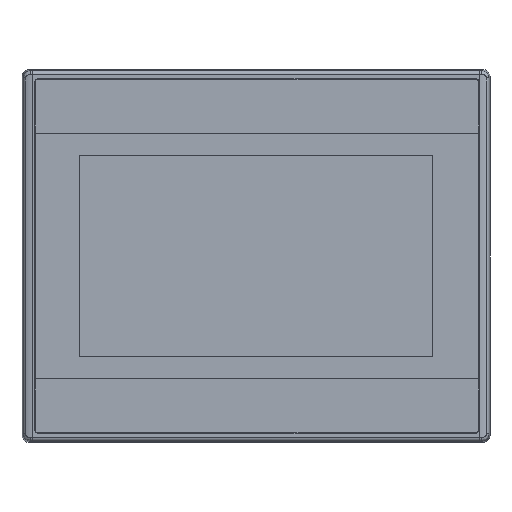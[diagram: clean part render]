
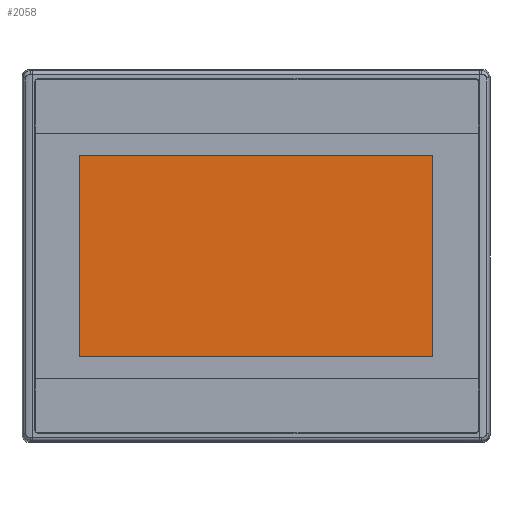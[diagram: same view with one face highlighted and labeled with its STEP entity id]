
A CAD part, top view. The second image highlights one B-rep face of the part: STEP entity #2058.
In plain terms, the highlighted planar face has unit normal (0, 0, 1).
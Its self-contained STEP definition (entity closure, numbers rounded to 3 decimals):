
#2058=ADVANCED_FACE('',(#5271),#3923,.F.);
#3923=PLANE('',#37620);
#5271=FACE_OUTER_BOUND('',#7031,.T.);
#7031=EDGE_LOOP('',(#9142,#9143,#9144,#9145));
#9142=ORIENTED_EDGE('',*,*,#23534,.F.);
#9143=ORIENTED_EDGE('',*,*,#23538,.F.);
#9144=ORIENTED_EDGE('',*,*,#23539,.F.);
#9145=ORIENTED_EDGE('',*,*,#23536,.F.);
#19927=VERTEX_POINT('',#50574);
#19929=VERTEX_POINT('',#50578);
#19931=VERTEX_POINT('',#50584);
#19932=VERTEX_POINT('',#50588);
#23534=EDGE_CURVE('',#19929,#19927,#28946,.T.);
#23536=EDGE_CURVE('',#19927,#19931,#28948,.T.);
#23538=EDGE_CURVE('',#19932,#19929,#28950,.T.);
#23539=EDGE_CURVE('',#19931,#19932,#28951,.T.);
#28946=LINE('',#50579,#33289);
#28948=LINE('',#50583,#33291);
#28950=LINE('',#50587,#33293);
#28951=LINE('',#50589,#33294);
#33289=VECTOR('',#40515,1.);
#33291=VECTOR('',#40519,1.);
#33293=VECTOR('',#40523,1.);
#33294=VECTOR('',#40524,1.);
#37620=AXIS2_PLACEMENT_3D('',#50590,#40525,#40526);
#40515=DIRECTION('',(1.,0.,0.));
#40519=DIRECTION('',(0.,-1.,0.));
#40523=DIRECTION('',(0.,1.,0.));
#40524=DIRECTION('',(-1.,0.,0.));
#40525=DIRECTION('',(0.,0.,-1.));
#40526=DIRECTION('',(-1.,0.,0.));
#50574=CARTESIAN_POINT('',(48.325,27.6,4.8));
#50578=CARTESIAN_POINT('',(-48.325,27.6,4.8));
#50579=CARTESIAN_POINT('',(60.,27.6,4.8));
#50583=CARTESIAN_POINT('',(48.325,-47.5,4.8));
#50584=CARTESIAN_POINT('',(48.325,-27.6,4.8));
#50587=CARTESIAN_POINT('',(-48.325,-47.5,4.8));
#50588=CARTESIAN_POINT('',(-48.325,-27.6,4.8));
#50589=CARTESIAN_POINT('',(60.,-27.6,4.8));
#50590=CARTESIAN_POINT('',(60.,-47.5,4.8));
